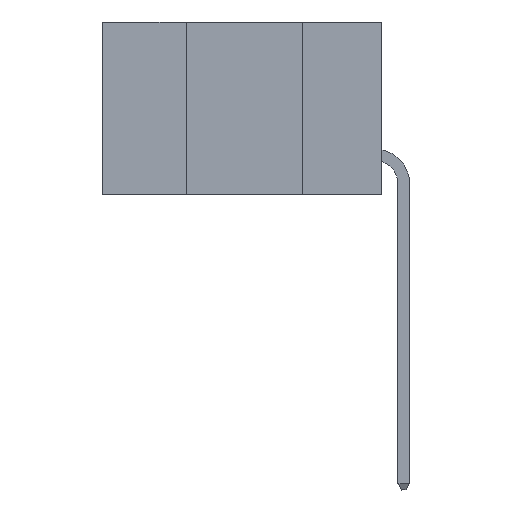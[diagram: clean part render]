
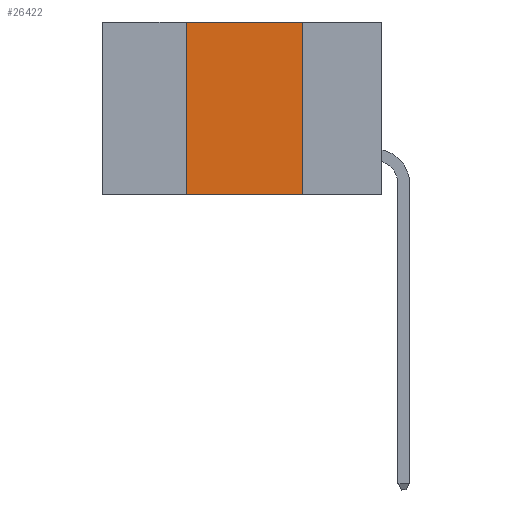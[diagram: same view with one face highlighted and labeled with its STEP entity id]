
A CAD part, left-side view. The second image highlights one B-rep face of the part: STEP entity #26422.
In plain terms, the highlighted planar face has unit normal (-1, 0, 0).
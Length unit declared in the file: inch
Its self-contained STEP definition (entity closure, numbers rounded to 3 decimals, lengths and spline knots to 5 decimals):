
#182 = PLANE ( 'NONE',  #15937 ) ;
#2902 = LINE ( 'NONE', #18418, #5687 ) ;
#4893 = VERTEX_POINT ( 'NONE', #10992 ) ;
#5687 = VECTOR ( 'NONE', #16086, 39.37008 ) ;
#5868 = VECTOR ( 'NONE', #23556, 39.37008 ) ;
#6559 = ORIENTED_EDGE ( 'NONE', *, *, #13914, .F. ) ;
#9571 = CARTESIAN_POINT ( 'NONE',  ( 0., 0.17, 0. ) ) ;
#10132 = EDGE_CURVE ( 'NONE', #4893, #19142, #15953, .T. ) ;
#10992 = CARTESIAN_POINT ( 'NONE',  ( 0., 0.17, 0. ) ) ;
#11249 = EDGE_CURVE ( 'NONE', #20989, #26632, #20436, .T. ) ;
#11843 = EDGE_LOOP ( 'NONE', ( #19667, #6559, #16914, #24293 ) ) ;
#13490 = EDGE_CURVE ( 'NONE', #20989, #19142, #2902, .T. ) ;
#13914 = EDGE_CURVE ( 'NONE', #26632, #4893, #20605, .T. ) ;
#14026 = VECTOR ( 'NONE', #21479, 39.37008 ) ;
#14037 = CARTESIAN_POINT ( 'NONE',  ( 0., 0.42, 0. ) ) ;
#14224 = VECTOR ( 'NONE', #20712, 39.37008 ) ;
#15073 = CARTESIAN_POINT ( 'NONE',  ( 0., 0.17, -0.37 ) ) ;
#15650 = DIRECTION ( 'NONE',  ( 0., 0., -1. ) ) ;
#15937 = AXIS2_PLACEMENT_3D ( 'NONE', #24717, #20199, #15650 ) ;
#15953 = LINE ( 'NONE', #9571, #5868 ) ;
#16086 = DIRECTION ( 'NONE',  ( 0., -1., 0. ) ) ;
#16914 = ORIENTED_EDGE ( 'NONE', *, *, #11249, .F. ) ;
#18418 = CARTESIAN_POINT ( 'NONE',  ( 0., 0.6, -0.37 ) ) ;
#19017 = CARTESIAN_POINT ( 'NONE',  ( 0., 0.42, 0. ) ) ;
#19142 = VERTEX_POINT ( 'NONE', #15073 ) ;
#19667 = ORIENTED_EDGE ( 'NONE', *, *, #10132, .F. ) ;
#20199 = DIRECTION ( 'NONE',  ( 1., 0., 0. ) ) ;
#20436 = LINE ( 'NONE', #14037, #14224 ) ;
#20605 = LINE ( 'NONE', #24187, #14026 ) ;
#20712 = DIRECTION ( 'NONE',  ( 0., 0., 1. ) ) ;
#20989 = VERTEX_POINT ( 'NONE', #28612 ) ;
#21059 = FACE_OUTER_BOUND ( 'NONE', #11843, .T. ) ;
#21479 = DIRECTION ( 'NONE',  ( 0., -1., 0. ) ) ;
#23556 = DIRECTION ( 'NONE',  ( 0., 0., -1. ) ) ;
#24187 = CARTESIAN_POINT ( 'NONE',  ( 0., 0.6, 0. ) ) ;
#24293 = ORIENTED_EDGE ( 'NONE', *, *, #13490, .T. ) ;
#24717 = CARTESIAN_POINT ( 'NONE',  ( 0., 0.6, 0. ) ) ;
#26422 = ADVANCED_FACE ( 'NONE', ( #21059 ), #182, .F. ) ;
#26632 = VERTEX_POINT ( 'NONE', #19017 ) ;
#28612 = CARTESIAN_POINT ( 'NONE',  ( 0., 0.42, -0.37 ) ) ;
